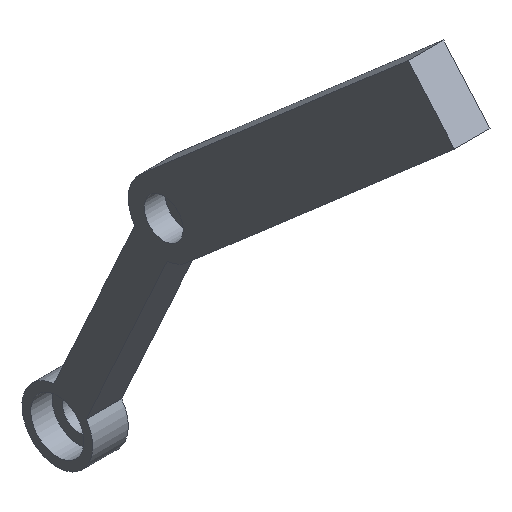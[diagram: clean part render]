
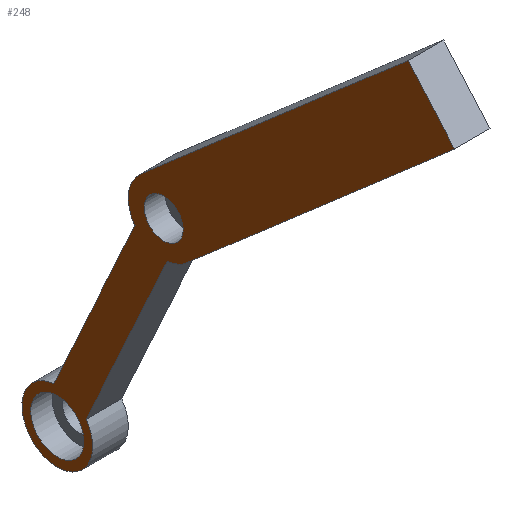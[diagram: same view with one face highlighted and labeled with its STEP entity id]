
A CAD part, isometric view. The second image highlights one B-rep face of the part: STEP entity #248.
In plain terms, the highlighted planar face has unit normal (-1, 0, 0).
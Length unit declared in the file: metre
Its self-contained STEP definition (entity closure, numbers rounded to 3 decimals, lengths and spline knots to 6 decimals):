
#15=FACE_BOUND('',#49,.T.);
#16=FACE_BOUND('',#50,.T.);
#21=PLANE('',#283);
#33=FACE_OUTER_BOUND('',#48,.T.);
#48=EDGE_LOOP('',(#191,#192,#193,#194,#195,#196,#197,#198));
#49=EDGE_LOOP('',(#199));
#50=EDGE_LOOP('',(#200));
#67=LINE('',#397,#88);
#71=LINE('',#409,#92);
#72=LINE('',#412,#93);
#73=LINE('',#414,#94);
#74=LINE('',#415,#95);
#88=VECTOR('',#320,0.013961);
#92=VECTOR('',#332,0.013961);
#93=VECTOR('',#335,0.0254);
#94=VECTOR('',#336,0.00508);
#95=VECTOR('',#337,0.0254);
#105=CIRCLE('',#274,0.00254);
#107=CIRCLE('',#277,0.00254);
#109=CIRCLE('',#281,0.00254);
#110=CIRCLE('',#284,0.001397);
#111=CIRCLE('',#285,0.001905);
#118=VERTEX_POINT('',#381);
#119=VERTEX_POINT('',#383);
#122=VERTEX_POINT('',#390);
#123=VERTEX_POINT('',#392);
#124=VERTEX_POINT('',#399);
#127=VERTEX_POINT('',#404);
#128=VERTEX_POINT('',#411);
#129=VERTEX_POINT('',#413);
#130=VERTEX_POINT('',#416);
#131=VERTEX_POINT('',#418);
#140=EDGE_CURVE('',#118,#119,#105,.T.);
#144=EDGE_CURVE('',#122,#123,#107,.T.);
#147=EDGE_CURVE('',#122,#119,#67,.T.);
#151=EDGE_CURVE('',#127,#124,#109,.T.);
#153=EDGE_CURVE('',#123,#127,#71,.T.);
#154=EDGE_CURVE('',#118,#128,#72,.T.);
#155=EDGE_CURVE('',#128,#129,#73,.T.);
#156=EDGE_CURVE('',#124,#129,#74,.T.);
#157=EDGE_CURVE('',#130,#130,#110,.F.);
#158=EDGE_CURVE('',#131,#131,#111,.F.);
#191=ORIENTED_EDGE('',*,*,#140,.F.);
#192=ORIENTED_EDGE('',*,*,#154,.T.);
#193=ORIENTED_EDGE('',*,*,#155,.T.);
#194=ORIENTED_EDGE('',*,*,#156,.F.);
#195=ORIENTED_EDGE('',*,*,#151,.F.);
#196=ORIENTED_EDGE('',*,*,#153,.F.);
#197=ORIENTED_EDGE('',*,*,#144,.F.);
#198=ORIENTED_EDGE('',*,*,#147,.T.);
#199=ORIENTED_EDGE('',*,*,#157,.T.);
#200=ORIENTED_EDGE('',*,*,#158,.T.);
#248=ADVANCED_FACE('',(#33,#15,#16),#21,.T.);
#274=AXIS2_PLACEMENT_3D('',#384,#306,#307);
#277=AXIS2_PLACEMENT_3D('',#393,#314,#315);
#281=AXIS2_PLACEMENT_3D('',#406,#327,#328);
#283=AXIS2_PLACEMENT_3D('',#410,#333,#334);
#284=AXIS2_PLACEMENT_3D('',#417,#338,#339);
#285=AXIS2_PLACEMENT_3D('',#419,#340,#341);
#306=DIRECTION('center_axis',(1.,0.,0.));
#307=DIRECTION('ref_axis',(0.,1.,0.));
#314=DIRECTION('center_axis',(1.,0.,0.));
#315=DIRECTION('ref_axis',(0.,1.,0.));
#320=DIRECTION('',(0.,-0.415,0.91));
#327=DIRECTION('center_axis',(1.,0.,0.));
#328=DIRECTION('ref_axis',(0.,1.,0.));
#332=DIRECTION('',(0.,-0.415,0.91));
#333=DIRECTION('center_axis',(-1.,0.,0.));
#334=DIRECTION('ref_axis',(0.,0.,1.));
#335=DIRECTION('',(0.,-0.755,0.655));
#336=DIRECTION('',(0.,0.655,0.755));
#337=DIRECTION('',(0.,-0.755,0.655));
#338=DIRECTION('center_axis',(-1.,0.,0.));
#339=DIRECTION('ref_axis',(0.,-1.,0.));
#340=DIRECTION('center_axis',(-1.,0.,0.));
#341=DIRECTION('ref_axis',(0.,-1.,0.));
#381=CARTESIAN_POINT('',(0.020546,-0.029755,0.494195));
#383=CARTESIAN_POINT('',(0.020546,-0.028332,0.493585));
#384=CARTESIAN_POINT('Origin',(0.020546,-0.02809,0.496113));
#390=CARTESIAN_POINT('',(0.020546,-0.022538,0.480883));
#392=CARTESIAN_POINT('',(0.020546,-0.020227,0.481937));
#393=CARTESIAN_POINT('Origin',(0.020546,-0.02047,0.479409));
#397=CARTESIAN_POINT('',(0.020546,-0.022538,0.480883));
#399=CARTESIAN_POINT('',(0.020546,-0.026425,0.498031));
#404=CARTESIAN_POINT('',(0.020546,-0.026022,0.494639));
#406=CARTESIAN_POINT('Origin',(0.020546,-0.02809,0.496113));
#409=CARTESIAN_POINT('',(0.020546,-0.020227,0.481937));
#410=CARTESIAN_POINT('Origin',(0.020546,0.003867,0.463587));
#411=CARTESIAN_POINT('',(0.020546,-0.048937,0.510844));
#412=CARTESIAN_POINT('',(0.020546,-0.029755,0.494195));
#413=CARTESIAN_POINT('',(0.020546,-0.045607,0.514681));
#414=CARTESIAN_POINT('',(0.020546,-0.048937,0.510844));
#415=CARTESIAN_POINT('',(0.020546,-0.026425,0.498031));
#416=CARTESIAN_POINT('',(0.020546,-0.026693,0.496113));
#417=CARTESIAN_POINT('Origin',(0.020546,-0.02809,0.496113));
#418=CARTESIAN_POINT('',(0.020546,-0.018565,0.479409));
#419=CARTESIAN_POINT('Origin',(0.020546,-0.02047,0.479409));
